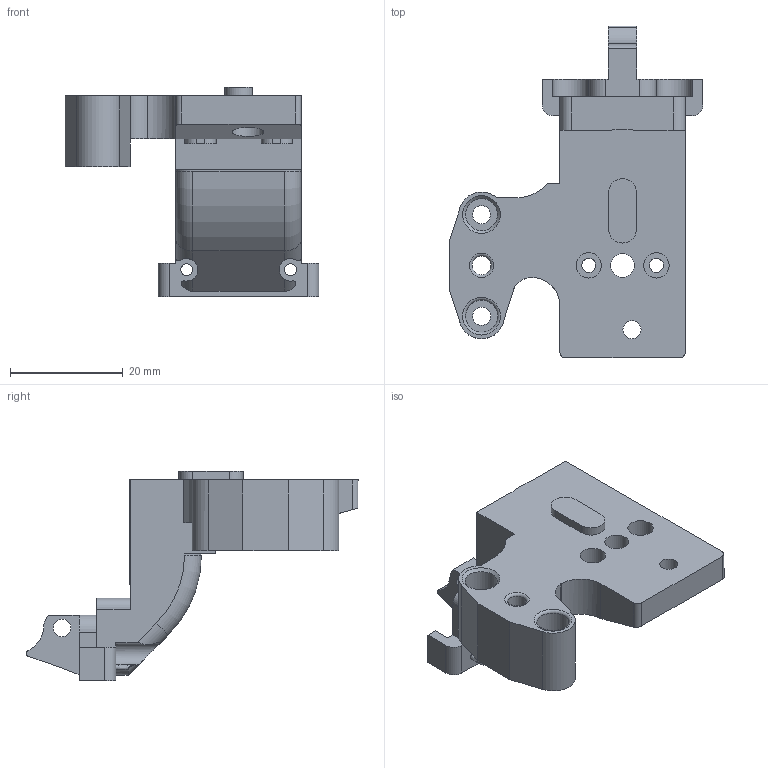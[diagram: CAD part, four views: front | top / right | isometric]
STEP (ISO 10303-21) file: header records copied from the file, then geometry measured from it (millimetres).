
FILE_DESCRIPTION(/* description */ (''),/* implementation_level */ '2;1');
FILE_NAME(/* name */ 'Planetary Vertical - Mosquito Adapter - Metal Carrier.step',/* time_stamp */ '2021-01-14T15:49:23-05:00',/* author */ (''),/* organization */ (''),/* preprocessor_version */ 'ST-DEVELOPER v18.1',/* originating_system */ 'Autodesk Translation Framework v9.7.1.1290',/* authorisation */ '');
FILE_SCHEMA (('AUTOMOTIVE_DESIGN { 1 0 10303 214 3 1 1 }'));
Length unit declared in the file: millimetre
Products named in the file (1): Mosquito Adapter - Meta Carrier
Bounding box: 45.01 x 58.84 x 37.17 mm (x, y, z)
Volume: 18143.2 mm3; surface area: 7597.7 mm2
Topology: 1 solids, 1 shells, 117 faces, 313 edges, 206 vertices
Faces by surface type: plane 54, cylinder 52, bspline 6, torus 4, cone 1
Full cylindrical faces by diameter (mm): 2.1 x2, 2.5 x2, 3.1 x1, 3.196 x1, 3.2 x1, 3.202 x1, 3.302 x1, 4.2 x1, 4.5 x2, 5.7 x3
Entity records: 3918 total; most frequent: CARTESIAN_POINT 864, DIRECTION 630, ORIENTED_EDGE 626, EDGE_CURVE 313, AXIS2_PLACEMENT_3D 223, VERTEX_POINT 206, LINE 184, VECTOR 184
